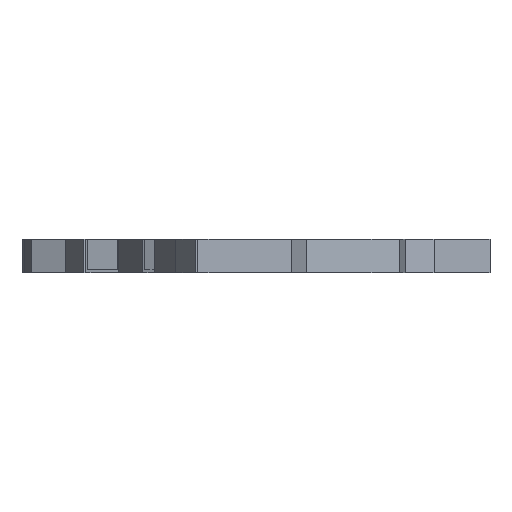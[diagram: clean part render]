
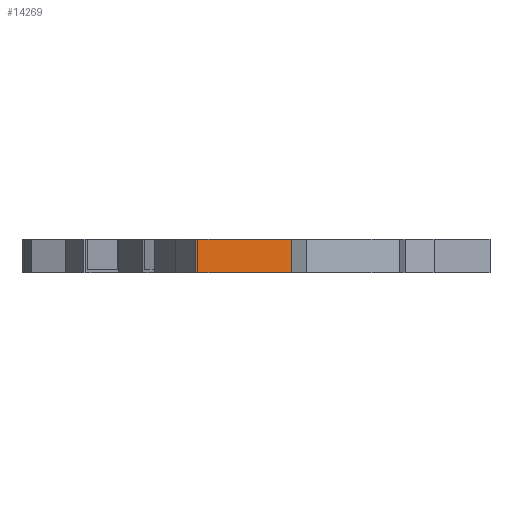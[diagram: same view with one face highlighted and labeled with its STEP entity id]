
A CAD part, left-side view. The second image highlights one B-rep face of the part: STEP entity #14269.
In plain terms, the highlighted planar face has unit normal (-0.997, -0.08, 0).
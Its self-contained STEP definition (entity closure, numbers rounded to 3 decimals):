
#32 = PLANE('',#33);
#33 = AXIS2_PLACEMENT_3D('',#34,#35,#36);
#34 = CARTESIAN_POINT('',(43.431,-63.642,0.));
#35 = DIRECTION('',(0.,0.,1.));
#36 = DIRECTION('',(1.,0.,-0.));
#365 = VERTEX_POINT('',#366);
#366 = CARTESIAN_POINT('',(-126.16,-107.804,0.));
#380 = PLANE('',#381);
#381 = AXIS2_PLACEMENT_3D('',#382,#383,#384);
#382 = CARTESIAN_POINT('',(-134.983,-101.921,0.));
#383 = DIRECTION('',(0.555,0.832,-0.));
#384 = DIRECTION('',(0.832,-0.555,0.));
#392 = EDGE_CURVE('',#393,#365,#395,.T.);
#393 = VERTEX_POINT('',#394);
#394 = CARTESIAN_POINT('',(-123.426,-141.801,0.));
#395 = SURFACE_CURVE('',#396,(#400,#407),.PCURVE_S1.);
#396 = LINE('',#397,#398);
#397 = CARTESIAN_POINT('',(-123.467,-141.285,0.));
#398 = VECTOR('',#399,1.);
#399 = DIRECTION('',(-0.08,0.997,0.));
#400 = PCURVE('',#32,#401);
#401 = DEFINITIONAL_REPRESENTATION('',(#402),#406);
#402 = LINE('',#403,#404);
#403 = CARTESIAN_POINT('',(-166.899,-77.643));
#404 = VECTOR('',#405,1.);
#405 = DIRECTION('',(-0.08,0.997));
#406 = ( GEOMETRIC_REPRESENTATION_CONTEXT(2) 
PARAMETRIC_REPRESENTATION_CONTEXT() REPRESENTATION_CONTEXT('2D SPACE',''
  ) );
#407 = PCURVE('',#408,#413);
#408 = PLANE('',#409);
#409 = AXIS2_PLACEMENT_3D('',#410,#411,#412);
#410 = CARTESIAN_POINT('',(-123.426,-141.801,0.));
#411 = DIRECTION('',(-0.997,-0.08,0.));
#412 = DIRECTION('',(-0.08,0.997,0.));
#413 = DEFINITIONAL_REPRESENTATION('',(#414),#418);
#414 = LINE('',#415,#416);
#415 = CARTESIAN_POINT('',(0.517,0.));
#416 = VECTOR('',#417,1.);
#417 = DIRECTION('',(1.,0.));
#418 = ( GEOMETRIC_REPRESENTATION_CONTEXT(2) 
PARAMETRIC_REPRESENTATION_CONTEXT() REPRESENTATION_CONTEXT('2D SPACE',''
  ) );
#436 = PLANE('',#437);
#437 = AXIS2_PLACEMENT_3D('',#438,#439,#440);
#438 = CARTESIAN_POINT('',(-107.486,-147.497,0.));
#439 = DIRECTION('',(-0.337,-0.942,0.));
#440 = DIRECTION('',(-0.942,0.337,0.));
#13073 = PLANE('',#13074);
#13074 = AXIS2_PLACEMENT_3D('',#13075,#13076,#13077);
#13075 = CARTESIAN_POINT('',(-9.616,-97.757,12.));
#13076 = DIRECTION('',(0.,0.,1.));
#13077 = DIRECTION('',(1.,0.,-0.));
#14178 = EDGE_CURVE('',#14179,#365,#14181,.T.);
#14179 = VERTEX_POINT('',#14180);
#14180 = CARTESIAN_POINT('',(-126.16,-107.804,12.));
#14181 = SURFACE_CURVE('',#14182,(#14186,#14192),.PCURVE_S1.);
#14182 = LINE('',#14183,#14184);
#14183 = CARTESIAN_POINT('',(-126.16,-107.804,0.));
#14184 = VECTOR('',#14185,1.);
#14185 = DIRECTION('',(0.,0.,-1.));
#14186 = PCURVE('',#380,#14187);
#14187 = DEFINITIONAL_REPRESENTATION('',(#14188),#14191);
#14188 = B_SPLINE_CURVE_WITH_KNOTS('',1,(#14189,#14190),.UNSPECIFIED.,
  .F.,.F.,(2,2),(-12.,0.),.PIECEWISE_BEZIER_KNOTS.);
#14189 = CARTESIAN_POINT('',(10.605,-12.));
#14190 = CARTESIAN_POINT('',(10.605,0.));
#14191 = ( GEOMETRIC_REPRESENTATION_CONTEXT(2) 
PARAMETRIC_REPRESENTATION_CONTEXT() REPRESENTATION_CONTEXT('2D SPACE',''
  ) );
#14192 = PCURVE('',#408,#14193);
#14193 = DEFINITIONAL_REPRESENTATION('',(#14194),#14197);
#14194 = B_SPLINE_CURVE_WITH_KNOTS('',1,(#14195,#14196),.UNSPECIFIED.,
  .F.,.F.,(2,2),(-12.,0.),.PIECEWISE_BEZIER_KNOTS.);
#14195 = CARTESIAN_POINT('',(34.106,-12.));
#14196 = CARTESIAN_POINT('',(34.106,0.));
#14197 = ( GEOMETRIC_REPRESENTATION_CONTEXT(2) 
PARAMETRIC_REPRESENTATION_CONTEXT() REPRESENTATION_CONTEXT('2D SPACE',''
  ) );
#14269 = ADVANCED_FACE('',(#14270),#408,.T.);
#14270 = FACE_BOUND('',#14271,.T.);
#14271 = EDGE_LOOP('',(#14272,#14273,#14296,#14317));
#14272 = ORIENTED_EDGE('',*,*,#392,.F.);
#14273 = ORIENTED_EDGE('',*,*,#14274,.T.);
#14274 = EDGE_CURVE('',#393,#14275,#14277,.T.);
#14275 = VERTEX_POINT('',#14276);
#14276 = CARTESIAN_POINT('',(-123.426,-141.801,12.));
#14277 = SURFACE_CURVE('',#14278,(#14282,#14289),.PCURVE_S1.);
#14278 = LINE('',#14279,#14280);
#14279 = CARTESIAN_POINT('',(-123.426,-141.801,0.));
#14280 = VECTOR('',#14281,1.);
#14281 = DIRECTION('',(0.,0.,1.));
#14282 = PCURVE('',#408,#14283);
#14283 = DEFINITIONAL_REPRESENTATION('',(#14284),#14288);
#14284 = LINE('',#14285,#14286);
#14285 = CARTESIAN_POINT('',(0.,0.));
#14286 = VECTOR('',#14287,1.);
#14287 = DIRECTION('',(0.,-1.));
#14288 = ( GEOMETRIC_REPRESENTATION_CONTEXT(2) 
PARAMETRIC_REPRESENTATION_CONTEXT() REPRESENTATION_CONTEXT('2D SPACE',''
  ) );
#14289 = PCURVE('',#436,#14290);
#14290 = DEFINITIONAL_REPRESENTATION('',(#14291),#14295);
#14291 = LINE('',#14292,#14293);
#14292 = CARTESIAN_POINT('',(16.927,0.));
#14293 = VECTOR('',#14294,1.);
#14294 = DIRECTION('',(0.,-1.));
#14295 = ( GEOMETRIC_REPRESENTATION_CONTEXT(2) 
PARAMETRIC_REPRESENTATION_CONTEXT() REPRESENTATION_CONTEXT('2D SPACE',''
  ) );
#14296 = ORIENTED_EDGE('',*,*,#14297,.T.);
#14297 = EDGE_CURVE('',#14275,#14179,#14298,.T.);
#14298 = SURFACE_CURVE('',#14299,(#14303,#14310),.PCURVE_S1.);
#14299 = LINE('',#14300,#14301);
#14300 = CARTESIAN_POINT('',(-123.467,-141.285,12.));
#14301 = VECTOR('',#14302,1.);
#14302 = DIRECTION('',(-0.08,0.997,0.));
#14303 = PCURVE('',#408,#14304);
#14304 = DEFINITIONAL_REPRESENTATION('',(#14305),#14309);
#14305 = LINE('',#14306,#14307);
#14306 = CARTESIAN_POINT('',(0.517,-12.));
#14307 = VECTOR('',#14308,1.);
#14308 = DIRECTION('',(1.,0.));
#14309 = ( GEOMETRIC_REPRESENTATION_CONTEXT(2) 
PARAMETRIC_REPRESENTATION_CONTEXT() REPRESENTATION_CONTEXT('2D SPACE',''
  ) );
#14310 = PCURVE('',#13073,#14311);
#14311 = DEFINITIONAL_REPRESENTATION('',(#14312),#14316);
#14312 = LINE('',#14313,#14314);
#14313 = CARTESIAN_POINT('',(-113.851,-43.528));
#14314 = VECTOR('',#14315,1.);
#14315 = DIRECTION('',(-0.08,0.997));
#14316 = ( GEOMETRIC_REPRESENTATION_CONTEXT(2) 
PARAMETRIC_REPRESENTATION_CONTEXT() REPRESENTATION_CONTEXT('2D SPACE',''
  ) );
#14317 = ORIENTED_EDGE('',*,*,#14178,.T.);
